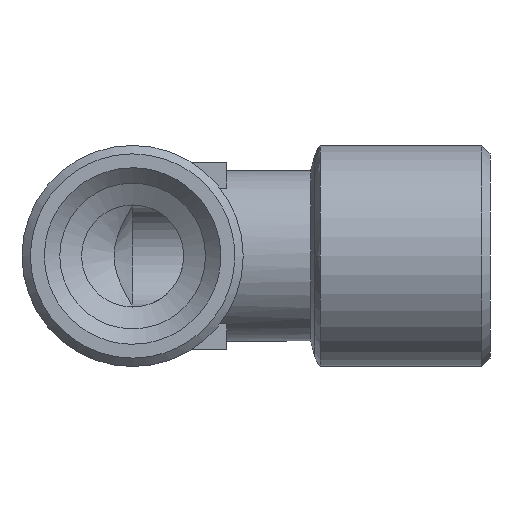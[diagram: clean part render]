
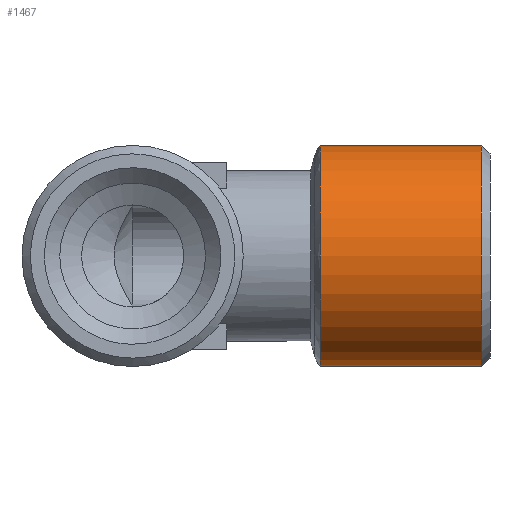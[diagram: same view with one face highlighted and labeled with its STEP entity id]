
A CAD part, front view. The second image highlights one B-rep face of the part: STEP entity #1467.
In plain terms, the highlighted cylindrical face has radius 6.5 mm (diameter 13 mm), a full revolution.
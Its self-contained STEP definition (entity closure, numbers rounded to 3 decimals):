
#12 = AXIS2_PLACEMENT_3D ( 'NONE', #741, #740, #739 ) ;
#13 = AXIS2_PLACEMENT_3D ( 'NONE', #770, #769, #768 ) ;
#76 = EDGE_CURVE ( 'NONE', #1125, #1430, #1362, .T. ) ;
#91 = AXIS2_PLACEMENT_3D ( 'NONE', #290, #252, #253 ) ;
#99 = AXIS2_PLACEMENT_3D ( 'NONE', #842, #841, #840 ) ;
#131 = EDGE_CURVE ( 'NONE', #1430, #1125, #1332, .T. ) ;
#143 = EDGE_CURVE ( 'NONE', #1107, #1107, #1319, .T. ) ;
#175 = CARTESIAN_POINT ( 'NONE',  ( 20.5, 22., 6.5 ) ) ;
#252 = DIRECTION ( 'NONE',  ( -1., 0., 0. ) ) ;
#253 = DIRECTION ( 'NONE',  ( 0., 0., 1. ) ) ;
#290 = CARTESIAN_POINT ( 'NONE',  ( 20.5, 22., 0. ) ) ;
#570 = CARTESIAN_POINT ( 'NONE',  ( 11.033, 28.5, 0. ) ) ;
#586 = CARTESIAN_POINT ( 'NONE',  ( 11.033, 15.5, 0. ) ) ;
#739 = DIRECTION ( 'NONE',  ( 0., 0., 1. ) ) ;
#740 = DIRECTION ( 'NONE',  ( -1., 0., 0. ) ) ;
#741 = CARTESIAN_POINT ( 'NONE',  ( 20.5, 22., 0. ) ) ;
#768 = DIRECTION ( 'NONE',  ( 0., 0., 1. ) ) ;
#769 = DIRECTION ( 'NONE',  ( -1., 0., 0. ) ) ;
#770 = CARTESIAN_POINT ( 'NONE',  ( 11.033, 22., 0. ) ) ;
#840 = DIRECTION ( 'NONE',  ( 0., 0., 1. ) ) ;
#841 = DIRECTION ( 'NONE',  ( -1., 0., 0. ) ) ;
#842 = CARTESIAN_POINT ( 'NONE',  ( 11.033, 22., 0. ) ) ;
#1059 = EDGE_LOOP ( 'NONE', ( #1411, #1407 ) ) ;
#1066 = EDGE_LOOP ( 'NONE', ( #1405 ) ) ;
#1107 = VERTEX_POINT ( 'NONE', #175 ) ;
#1125 = VERTEX_POINT ( 'NONE', #586 ) ;
#1208 = CYLINDRICAL_SURFACE ( 'NONE', #91, 6.5 ) ;
#1210 = FACE_OUTER_BOUND ( 'NONE', #1059, .T. ) ;
#1219 = FACE_OUTER_BOUND ( 'NONE', #1066, .T. ) ;
#1319 = CIRCLE ( 'NONE', #12, 6.5 ) ;
#1332 = CIRCLE ( 'NONE', #13, 6.5 ) ;
#1362 = CIRCLE ( 'NONE', #99, 6.5 ) ;
#1405 = ORIENTED_EDGE ( 'NONE', *, *, #143, .T. ) ;
#1407 = ORIENTED_EDGE ( 'NONE', *, *, #131, .F. ) ;
#1411 = ORIENTED_EDGE ( 'NONE', *, *, #76, .F. ) ;
#1430 = VERTEX_POINT ( 'NONE', #570 ) ;
#1467 = ADVANCED_FACE ( 'NONE', ( #1210, #1219 ), #1208, .T. ) ;
